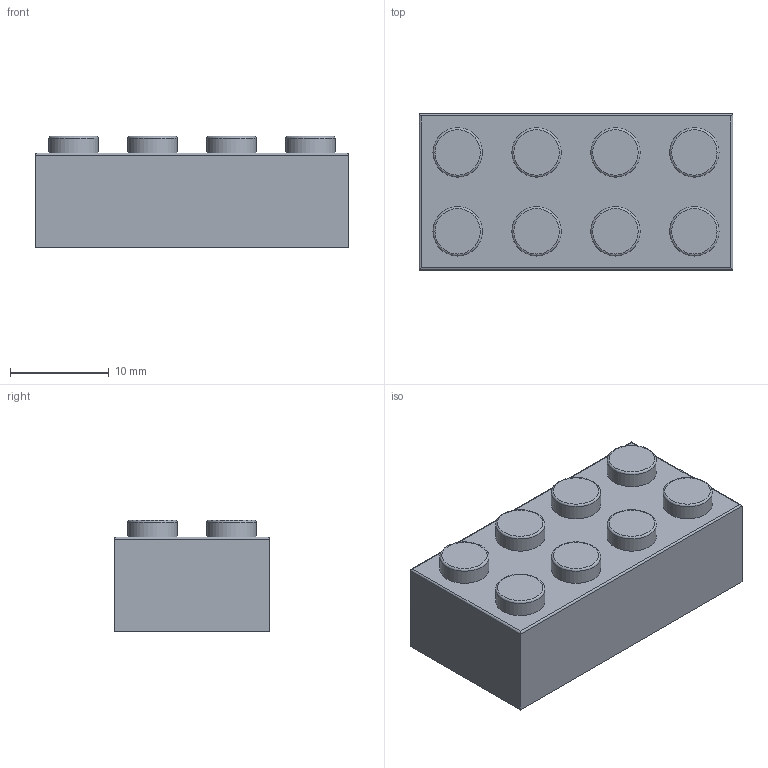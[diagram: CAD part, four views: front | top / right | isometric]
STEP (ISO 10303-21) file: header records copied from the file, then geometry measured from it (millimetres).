
FILE_DESCRIPTION(/* description */ (''),/* implementation_level */ '2;1');
FILE_NAME(/* name */ '7897400b-35b3-4d6e-8b62-47e2d9ac2804.stp',/* time_stamp */ '2025-06-03T14:09:10Z',/* author */ (''),/* organization */ (''),/* preprocessor_version */ 'ST-DEVELOPER v20.1',/* originating_system */ 'Autodesk Translation Framework v14.10.0.0',/* authorisation */ '');
FILE_SCHEMA (('AUTOMOTIVE_DESIGN { 1 0 10303 214 3 1 1 }'));
Length unit declared in the file: millimetre
Products named in the file (2): #1730; 2025-06-03-18-09-01-540
Assembly tree (1 placements, depth 2):
  #1730
    2025-06-03-18-09-01-540
Bounding box: 31.8 x 15.8 x 11.3 mm (x, y, z)
Volume: 2453.2 mm3; surface area: 3684.2 mm2
Topology: 1 solids, 1 shells, 67 faces, 122 edges, 80 vertices
Faces by surface type: plane 33, cylinder 26, torus 8
Full cylindrical faces by diameter (mm): 2.02 x8, 4.3 x3, 5 x8, 6.3 x3
Entity records: 1729 total; most frequent: DIRECTION 334, CARTESIAN_POINT 272, ORIENTED_EDGE 244, AXIS2_PLACEMENT_3D 142, EDGE_CURVE 122, EDGE_LOOP 90, VERTEX_POINT 80, CIRCLE 68
